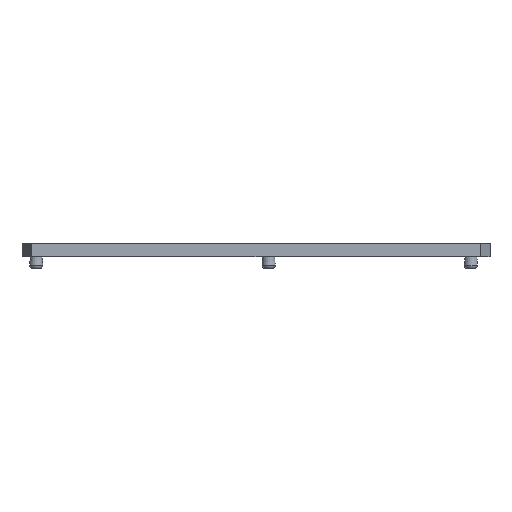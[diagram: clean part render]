
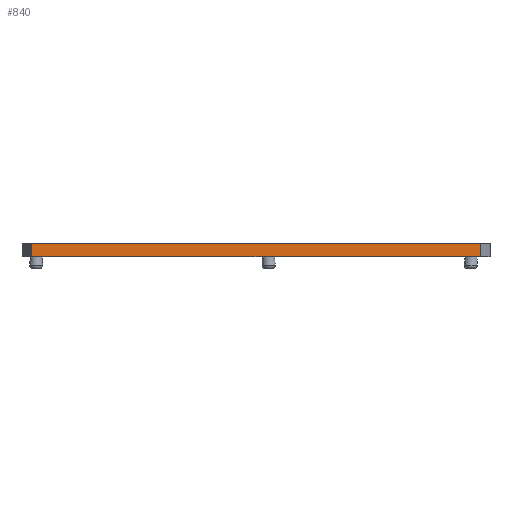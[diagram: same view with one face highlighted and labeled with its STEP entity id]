
A CAD part, front view. The second image highlights one B-rep face of the part: STEP entity #840.
In plain terms, the highlighted planar face has unit normal (0, -1, 0).
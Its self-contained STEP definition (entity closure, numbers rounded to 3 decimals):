
#840=ADVANCED_FACE('',(#1530),#1532,.F.);
#1530=FACE_BOUND('',#1531,.T.);
#1531=EDGE_LOOP('',(#1979,#1980,#1981,#1982));
#1532=PLANE('',#1533);
#1533=AXIS2_PLACEMENT_3D('',#1534,#1535,#1536);
#1534=CARTESIAN_POINT('',(0.,0.3,1.1));
#1535=DIRECTION('',(0.,1.,0.));
#1536=DIRECTION('',(0.,0.,1.));
#1979=ORIENTED_EDGE('',*,*,#2217,.F.);
#1980=ORIENTED_EDGE('',*,*,#2233,.F.);
#1981=ORIENTED_EDGE('',*,*,#2231,.F.);
#1982=ORIENTED_EDGE('',*,*,#2199,.F.);
#2199=EDGE_CURVE('',#2578,#2579,#2580,.T.);
#2217=EDGE_CURVE('',#2608,#2578,#2610,.T.);
#2231=EDGE_CURVE('',#2579,#2629,#2630,.T.);
#2233=EDGE_CURVE('',#2629,#2608,#2632,.T.);
#2578=VERTEX_POINT('',#3746);
#2579=VERTEX_POINT('',#3747);
#2580=LINE('',#3748,#3749);
#2608=VERTEX_POINT('',#4106);
#2610=LINE('',#4110,#4111);
#2629=VERTEX_POINT('',#4159);
#2630=LINE('',#4160,#4161);
#2632=LINE('',#4166,#4167);
#3746=CARTESIAN_POINT('',(35.526,0.3,-1.1));
#3747=CARTESIAN_POINT('',(-38.205,0.3,-1.1));
#3748=CARTESIAN_POINT('',(35.526,0.3,-1.1));
#3749=VECTOR('',#3750,1.);
#3750=DIRECTION('',(-1.,0.,0.));
#4106=CARTESIAN_POINT('',(35.526,0.3,1.1));
#4110=CARTESIAN_POINT('',(35.526,0.3,1.1));
#4111=VECTOR('',#4112,1.);
#4112=DIRECTION('',(0.,0.,-1.));
#4159=CARTESIAN_POINT('',(-38.205,0.3,1.1));
#4160=CARTESIAN_POINT('',(-38.205,0.3,-1.1));
#4161=VECTOR('',#4162,1.);
#4162=DIRECTION('',(0.,0.,1.));
#4166=CARTESIAN_POINT('',(-38.205,0.3,1.1));
#4167=VECTOR('',#4168,1.);
#4168=DIRECTION('',(1.,0.,0.));
